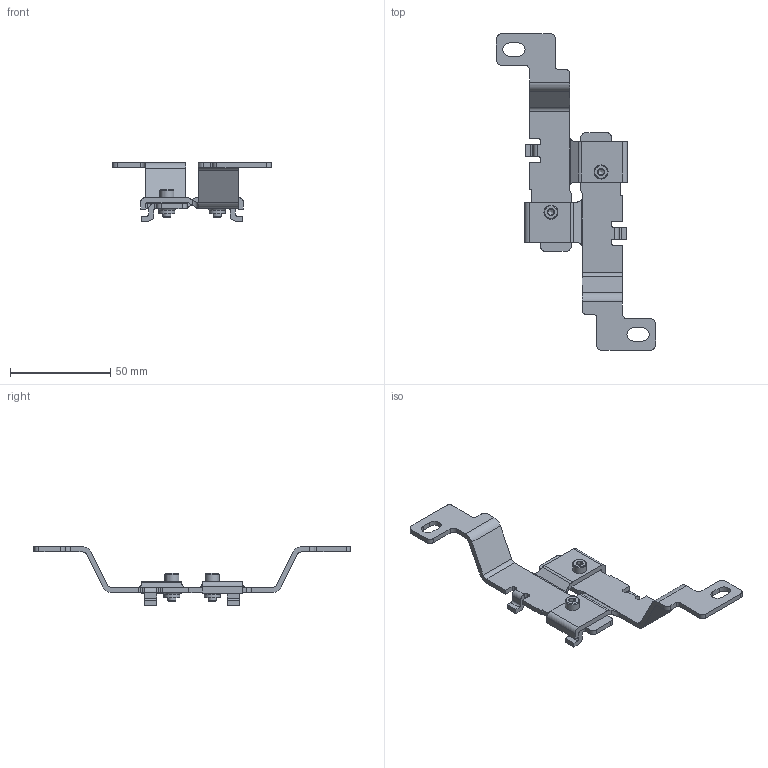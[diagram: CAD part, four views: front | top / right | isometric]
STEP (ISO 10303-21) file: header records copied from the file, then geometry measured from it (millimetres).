
FILE_DESCRIPTION(/* description */ ('STEP AP214'),/* implementation_level */ '2;1');
FILE_NAME(/* name */ '532196_MS6-WB',/* time_stamp */ '2024-09-11T13:15:17+02:00',/* author */ ('License CC BY-ND 4.0'),/* organization */ ('CADENAS'),/* preprocessor_version */ 'ST-DEVELOPER v19.3',/* originating_system */ 'PARTsolutions',/* authorisation */ ' ');
FILE_SCHEMA (('AUTOMOTIVE_DESIGN {1 0 10303 214 3 1 1}'));
Length unit declared in the file: millimetre
Products named in the file (3): 532196 MS6-WB; 532196 MS6-WB---(1); DIN-912 - M4x10(F)
Assembly tree (4 placements, depth 2):
  532196 MS6-WB
    532196 MS6-WB---(1)  x2
    DIN-912 - M4x10(F)  x2
Bounding box: 79.4 x 157.6 x 29.1 mm (x, y, z)
Volume: 16124.5 mm3; surface area: 15477.6 mm2
Topology: 4 solids, 4 shells, 252 faces, 666 edges, 426 vertices
Faces by surface type: plane 138, cylinder 86, cone 26, torus 2
Full cylindrical faces by diameter (mm): 3.242 x2, 4 x2, 4.5 x2, 7 x2, 8 x2
Entity records: 3932 total; most frequent: CARTESIAN_POINT 710, DIRECTION 672, ORIENTED_EDGE 636, EDGE_CURVE 318, AXIS2_PLACEMENT_3D 237, VERTEX_POINT 212, LINE 198, VECTOR 198
